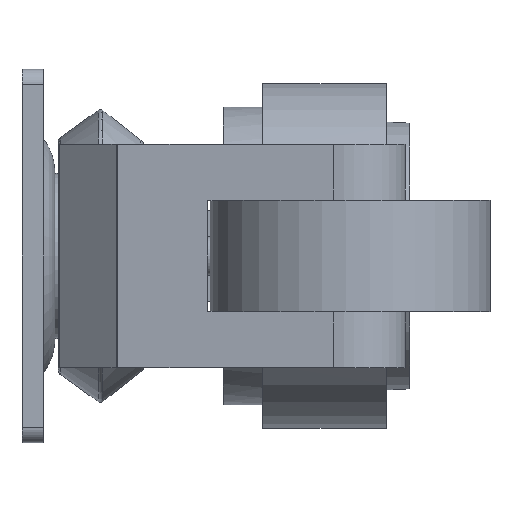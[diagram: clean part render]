
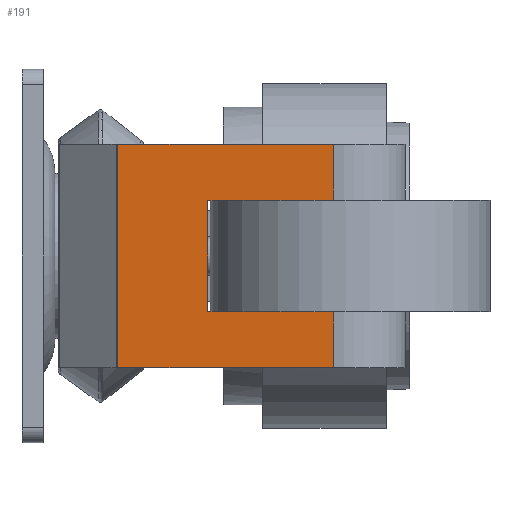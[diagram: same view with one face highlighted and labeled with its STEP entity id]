
A CAD part, left-side view. The second image highlights one B-rep face of the part: STEP entity #191.
In plain terms, the highlighted planar face has unit normal (-0.995, 0.105, 0).
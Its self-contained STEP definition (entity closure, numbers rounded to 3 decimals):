
#191 = ADVANCED_FACE( '', ( #520 ), #521, .F. );
#520 = FACE_OUTER_BOUND( '', #1016, .T. );
#521 = PLANE( '', #1017 );
#1016 = EDGE_LOOP( '', ( #1553, #1554, #1555, #1556, #1557, #1558, #1559, #1560, #1561, #1562, #1563, #1564 ) );
#1017 = AXIS2_PLACEMENT_3D( '', #1565, #1566, #1567 );
#1553 = ORIENTED_EDGE( '', *, *, #2952, .F. );
#1554 = ORIENTED_EDGE( '', *, *, #2953, .T. );
#1555 = ORIENTED_EDGE( '', *, *, #2954, .F. );
#1556 = ORIENTED_EDGE( '', *, *, #2955, .F. );
#1557 = ORIENTED_EDGE( '', *, *, #2956, .T. );
#1558 = ORIENTED_EDGE( '', *, *, #2957, .T. );
#1559 = ORIENTED_EDGE( '', *, *, #2958, .F. );
#1560 = ORIENTED_EDGE( '', *, *, #2959, .F. );
#1561 = ORIENTED_EDGE( '', *, *, #2960, .F. );
#1562 = ORIENTED_EDGE( '', *, *, #2961, .F. );
#1563 = ORIENTED_EDGE( '', *, *, #2962, .F. );
#1564 = ORIENTED_EDGE( '', *, *, #2963, .F. );
#1565 = CARTESIAN_POINT( '', ( -65.978, -19.056, 28.5 ) );
#1566 = DIRECTION( '', ( 0.995, -0.105, 0. ) );
#1567 = DIRECTION( '', ( 0.105, 0.995, 0. ) );
#2952 = EDGE_CURVE( '', #3552, #3553, #3554, .T. );
#2953 = EDGE_CURVE( '', #3552, #3555, #3556, .T. );
#2954 = EDGE_CURVE( '', #3557, #3555, #3558, .T. );
#2955 = EDGE_CURVE( '', #3559, #3557, #3560, .T. );
#2956 = EDGE_CURVE( '', #3559, #3561, #3562, .T. );
#2957 = EDGE_CURVE( '', #3561, #3563, #3564, .T. );
#2958 = EDGE_CURVE( '', #3565, #3563, #3566, .T. );
#2959 = EDGE_CURVE( '', #3567, #3565, #3568, .T. );
#2960 = EDGE_CURVE( '', #3569, #3567, #3570, .T. );
#2961 = EDGE_CURVE( '', #3571, #3569, #3572, .T. );
#2962 = EDGE_CURVE( '', #3573, #3571, #3574, .T. );
#2963 = EDGE_CURVE( '', #3553, #3573, #3575, .T. );
#3552 = VERTEX_POINT( '', #4426 );
#3553 = VERTEX_POINT( '', #4427 );
#3554 = LINE( '', #4428, #4429 );
#3555 = VERTEX_POINT( '', #4430 );
#3556 = LINE( '', #4431, #4432 );
#3557 = VERTEX_POINT( '', #4433 );
#3558 = LINE( '', #4434, #4435 );
#3559 = VERTEX_POINT( '', #4436 );
#3560 = LINE( '', #4437, #4438 );
#3561 = VERTEX_POINT( '', #4439 );
#3562 = LINE( '', #4440, #4441 );
#3563 = VERTEX_POINT( '', #4442 );
#3564 = LINE( '', #4443, #4444 );
#3565 = VERTEX_POINT( '', #4445 );
#3566 = LINE( '', #4446, #4447 );
#3567 = VERTEX_POINT( '', #4448 );
#3568 = LINE( '', #4449, #4450 );
#3569 = VERTEX_POINT( '', #4451 );
#3570 = LINE( '', #4452, #4453 );
#3571 = VERTEX_POINT( '', #4454 );
#3572 = LINE( '', #4455, #4456 );
#3573 = VERTEX_POINT( '', #4457 );
#3574 = LINE( '', #4458, #4459 );
#3575 = LINE( '', #4460, #4461 );
#4426 = CARTESIAN_POINT( '', ( -68.678, -44.723, 14.25 ) );
#4427 = CARTESIAN_POINT( '', ( -68.678, -44.723, 14.1 ) );
#4428 = CARTESIAN_POINT( '', ( -68.678, -44.723, 14.25 ) );
#4429 = VECTOR( '', #5589, 1000. );
#4430 = CARTESIAN_POINT( '', ( -71.768, -74.093, 14.25 ) );
#4431 = CARTESIAN_POINT( '', ( -65.978, -19.056, 14.25 ) );
#4432 = VECTOR( '', #5590, 1000. );
#4433 = CARTESIAN_POINT( '', ( -71.768, -74.093, 28.5 ) );
#4434 = CARTESIAN_POINT( '', ( -71.768, -74.093, 28.5 ) );
#4435 = VECTOR( '', #5591, 1000. );
#4436 = CARTESIAN_POINT( '', ( -65.978, -19.056, 28.5 ) );
#4437 = CARTESIAN_POINT( '', ( -65.978, -19.056, 28.5 ) );
#4438 = VECTOR( '', #5592, 1000. );
#4439 = CARTESIAN_POINT( '', ( -65.978, -19.056, -28.5 ) );
#4440 = CARTESIAN_POINT( '', ( -65.978, -19.056, 28.5 ) );
#4441 = VECTOR( '', #5593, 1000. );
#4442 = CARTESIAN_POINT( '', ( -71.768, -74.093, -28.5 ) );
#4443 = CARTESIAN_POINT( '', ( -65.978, -19.056, -28.5 ) );
#4444 = VECTOR( '', #5594, 1000. );
#4445 = CARTESIAN_POINT( '', ( -71.768, -74.093, -14.25 ) );
#4446 = CARTESIAN_POINT( '', ( -71.768, -74.093, 28.5 ) );
#4447 = VECTOR( '', #5595, 1000. );
#4448 = CARTESIAN_POINT( '', ( -68.678, -44.723, -14.25 ) );
#4449 = CARTESIAN_POINT( '', ( -65.978, -19.056, -14.25 ) );
#4450 = VECTOR( '', #5596, 1000. );
#4451 = CARTESIAN_POINT( '', ( -68.678, -44.723, -14.1 ) );
#4452 = CARTESIAN_POINT( '', ( -68.678, -44.723, 14.25 ) );
#4453 = VECTOR( '', #5597, 1000. );
#4454 = CARTESIAN_POINT( '', ( -68.392, -42., -14.1 ) );
#4455 = CARTESIAN_POINT( '', ( -65.978, -19.056, -14.1 ) );
#4456 = VECTOR( '', #5598, 1000. );
#4457 = CARTESIAN_POINT( '', ( -68.392, -42., 14.1 ) );
#4458 = CARTESIAN_POINT( '', ( -68.392, -42., 28.5 ) );
#4459 = VECTOR( '', #5599, 1000. );
#4460 = CARTESIAN_POINT( '', ( -65.978, -19.056, 14.1 ) );
#4461 = VECTOR( '', #5600, 1000. );
#5589 = DIRECTION( '', ( 0., 0., -1. ) );
#5590 = DIRECTION( '', ( -0.105, -0.995, 0. ) );
#5591 = DIRECTION( '', ( 0., 0., -1. ) );
#5592 = DIRECTION( '', ( -0.105, -0.995, 0. ) );
#5593 = DIRECTION( '', ( 0., 0., -1. ) );
#5594 = DIRECTION( '', ( -0.105, -0.995, 0. ) );
#5595 = DIRECTION( '', ( 0., 0., -1. ) );
#5596 = DIRECTION( '', ( -0.105, -0.995, 0. ) );
#5597 = DIRECTION( '', ( 0., 0., -1. ) );
#5598 = DIRECTION( '', ( -0.105, -0.995, 0. ) );
#5599 = DIRECTION( '', ( 0., 0., -1. ) );
#5600 = DIRECTION( '', ( 0.105, 0.995, 0. ) );
